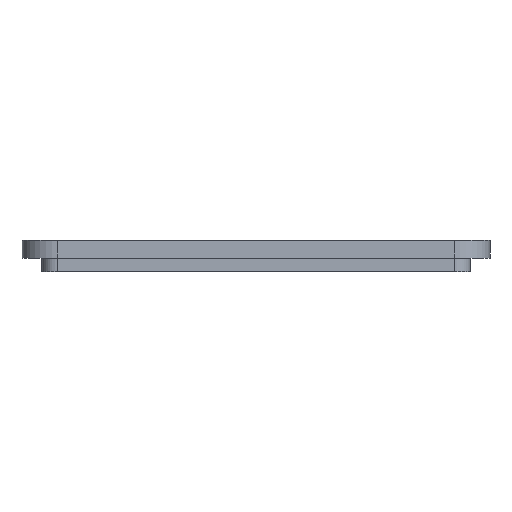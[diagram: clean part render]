
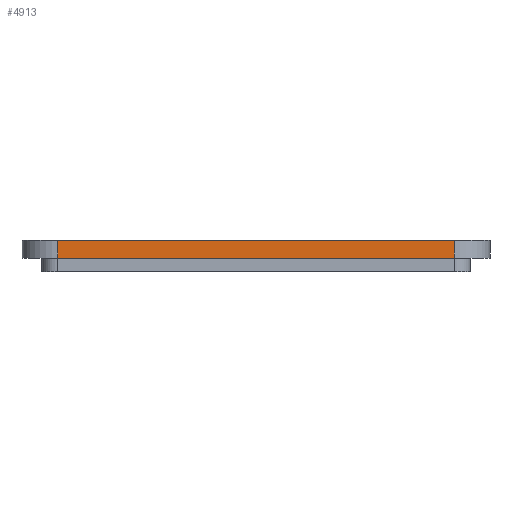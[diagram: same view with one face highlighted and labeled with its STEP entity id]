
A CAD part, left-side view. The second image highlights one B-rep face of the part: STEP entity #4913.
In plain terms, the highlighted planar face has unit normal (-1, 0, 0).
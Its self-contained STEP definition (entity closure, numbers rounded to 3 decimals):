
#763=FACE_OUTER_BOUND('',#1054,.T.);
#1054=EDGE_LOOP('',(#4514,#4515,#4516,#4517));
#1435=LINE('',#9551,#1851);
#1462=LINE('',#9626,#1878);
#1472=LINE('',#9651,#1888);
#1473=LINE('',#9653,#1889);
#1851=VECTOR('',#5676,10.);
#1878=VECTOR('',#5753,10.);
#1888=VECTOR('',#5781,10.);
#1889=VECTOR('',#5784,10.);
#2342=VERTEX_POINT('',#9549);
#2343=VERTEX_POINT('',#9550);
#2366=VERTEX_POINT('',#9624);
#2372=VERTEX_POINT('',#9649);
#3046=EDGE_CURVE('',#2342,#2343,#1435,.T.);
#3081=EDGE_CURVE('',#2366,#2342,#1462,.T.);
#3094=EDGE_CURVE('',#2372,#2343,#1472,.T.);
#3095=EDGE_CURVE('',#2366,#2372,#1473,.T.);
#4514=ORIENTED_EDGE('',*,*,#3095,.T.);
#4515=ORIENTED_EDGE('',*,*,#3094,.T.);
#4516=ORIENTED_EDGE('',*,*,#3046,.F.);
#4517=ORIENTED_EDGE('',*,*,#3081,.F.);
#4650=PLANE('',#5074);
#4913=ADVANCED_FACE('',(#763),#4650,.T.);
#5074=AXIS2_PLACEMENT_3D('',#9652,#5782,#5783);
#5676=DIRECTION('',(0.,-1.,0.));
#5753=DIRECTION('',(0.,0.,1.));
#5781=DIRECTION('',(0.,0.,1.));
#5782=DIRECTION('center_axis',(-1.,0.,0.));
#5783=DIRECTION('ref_axis',(0.,-1.,0.));
#5784=DIRECTION('',(0.,-1.,0.));
#9549=CARTESIAN_POINT('',(-5.,46.,23.));
#9550=CARTESIAN_POINT('',(-5.,2.,23.));
#9551=CARTESIAN_POINT('',(-5.,46.,23.));
#9624=CARTESIAN_POINT('',(-5.,46.,21.));
#9626=CARTESIAN_POINT('',(-5.,46.,21.));
#9649=CARTESIAN_POINT('',(-5.,2.,21.));
#9651=CARTESIAN_POINT('',(-5.,2.,21.));
#9652=CARTESIAN_POINT('Origin',(-5.,46.,21.));
#9653=CARTESIAN_POINT('',(-5.,46.,21.));
